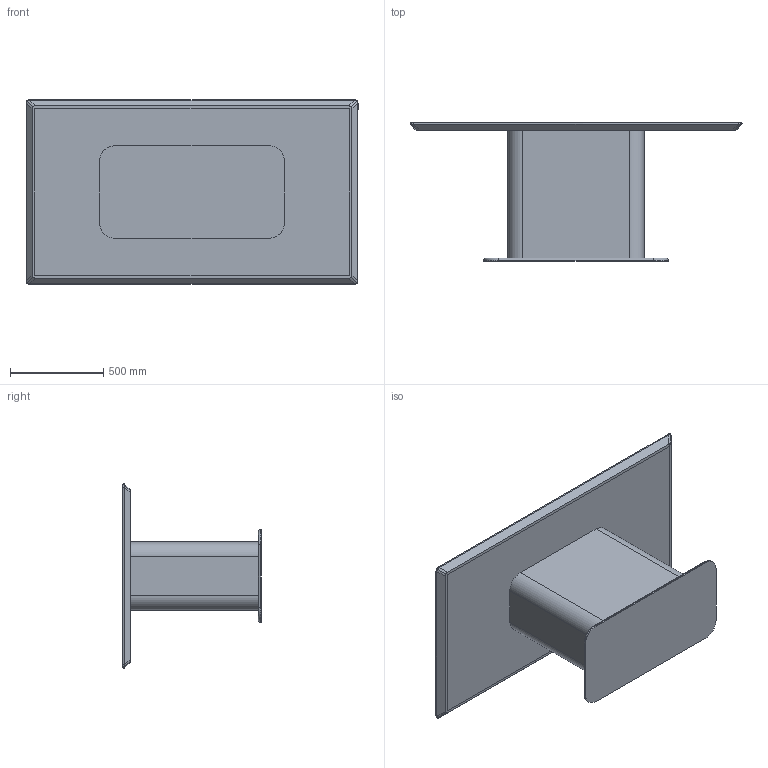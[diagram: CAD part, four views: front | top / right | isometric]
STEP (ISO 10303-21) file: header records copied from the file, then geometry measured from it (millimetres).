
FILE_DESCRIPTION(('FreeCAD Model'),'2;1');
FILE_NAME('Open CASCADE Shape Model','2025-05-28T18:41:56',('FreeCAD'),( 'FreeCAD'),'Open CASCADE STEP processor 7.6','FreeCAD','Unknown');
FILE_SCHEMA(('AUTOMOTIVE_DESIGN { 1 0 10303 214 1 1 1 1 }'));
Length unit declared in the file: millimetre
Products named in the file (1): Open CASCADE STEP translator 7.6 1
Bounding box: 1779.89 x 741.69 x 988.77 mm (x, y, z)
Volume: 108982860.3 mm3; surface area: 11203277.6 mm2
Topology: 26 solids, 26 shells, 184 faces, 380 edges, 248 vertices
Faces by surface type: bspline 184
Entity records: 4839 total; most frequent: CARTESIAN_POINT 2340, ORIENTED_EDGE 760, EDGE_CURVE 380, B_SPLINE_CURVE_WITH_KNOTS 336, VERTEX_POINT 248, ADVANCED_FACE 184, FACE_BOUND 184, EDGE_LOOP 184
